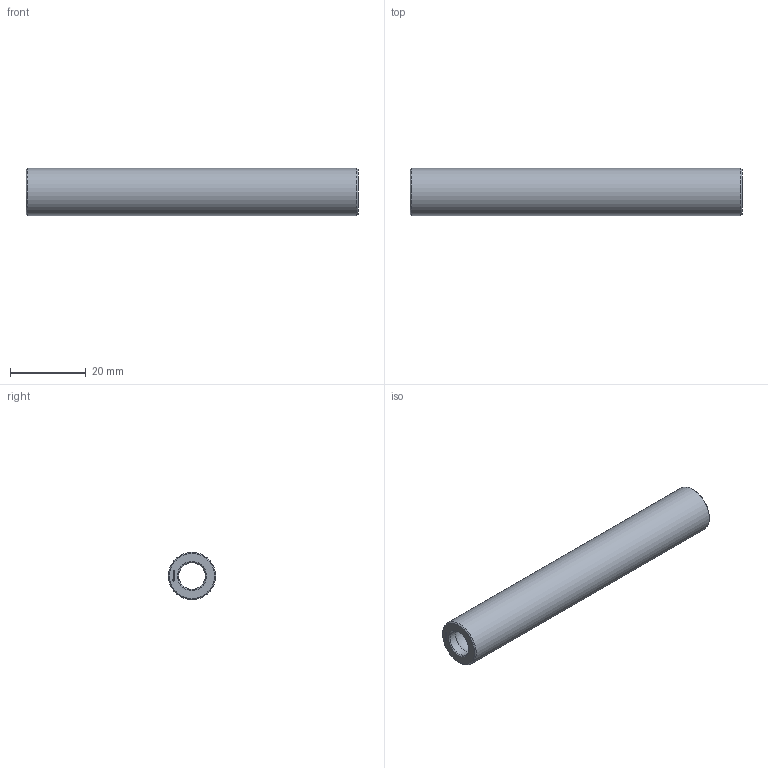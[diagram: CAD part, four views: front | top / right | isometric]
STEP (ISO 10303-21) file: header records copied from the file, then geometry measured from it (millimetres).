
FILE_DESCRIPTION(('FreeCAD Model'),'2;1');
FILE_NAME('Open CASCADE Shape Model','2024-01-02T17:48:04',(''),(''), 'Open CASCADE STEP processor 7.6','FreeCAD','Unknown');
FILE_SCHEMA(('AUTOMOTIVE_DESIGN { 1 0 10303 214 1 1 1 1 }'));
Length unit declared in the file: millimetre
Products named in the file (1): Spacer FRE BU01.00x07.00 - SPN-SPR-0077 (stemfie.org)
Bounding box: 87.5 x 12.5 x 12.5 mm (x, y, z)
Volume: 6664.5 mm3; surface area: 5753.5 mm2
Topology: 1 solids, 1 shells, 486 faces, 1333 edges, 881 vertices
Faces by surface type: plane 307, extrusion 154, cylinder 9, sphere 7, revolution 5, cone 4
Full cylindrical faces by diameter (mm): 7 x8, 12.5 x1
Entity records: 32777 total; most frequent: CARTESIAN_POINT 6912, DIRECTION 4247, VECTOR 3494, LINE 3340, ORIENTED_EDGE 2666, PCURVE 2666, DEFINITIONAL_REPRESENTATION 2666, EDGE_CURVE 1333
